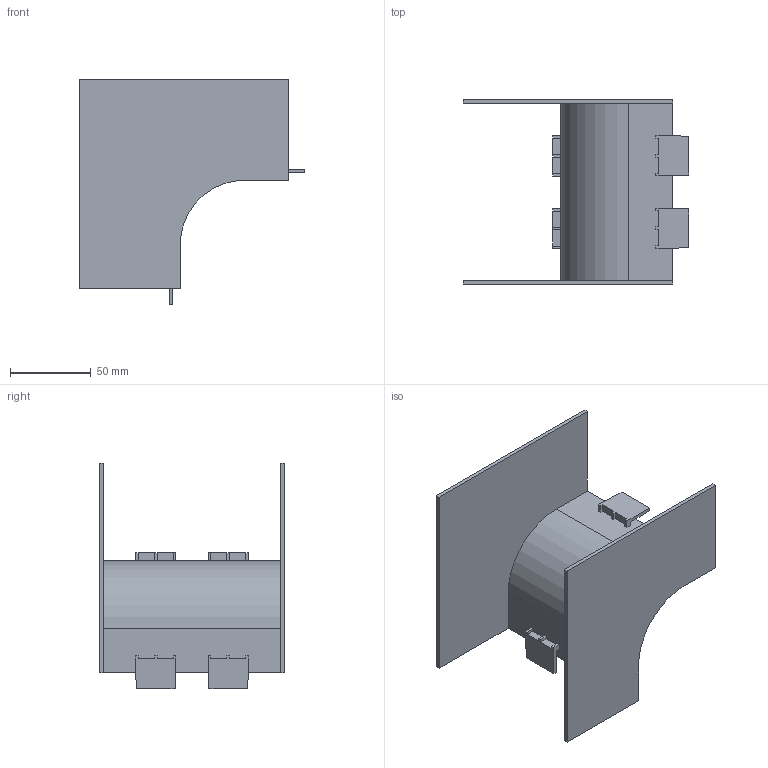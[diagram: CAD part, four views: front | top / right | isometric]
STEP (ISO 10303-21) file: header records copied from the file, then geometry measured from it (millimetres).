
FILE_DESCRIPTION (( 'STEP AP214' ), '1' );
FILE_NAME ('6191764.STEP', '2025-02-18T14:02:33', ( '' ), ( '' ), 'SwSTEP 2.0', 'SolidWorks 2024', '' );
FILE_SCHEMA (( 'AUTOMOTIVE_DESIGN' ));
Length unit declared in the file: millimetre
Products named in the file (1): 6191764
Bounding box: 140 x 114.4 x 140 mm (x, y, z)
Volume: 89541 mm3; surface area: 84084.2 mm2
Topology: 1 solids, 1 shells, 76 faces, 210 edges, 140 vertices
Faces by surface type: plane 74, cylinder 2
Entity records: 2401 total; most frequent: CARTESIAN_POINT 427, ORIENTED_EDGE 420, DIRECTION 368, EDGE_CURVE 210, VECTOR 206, LINE 206, VERTEX_POINT 140, AXIS2_PLACEMENT_3D 81
